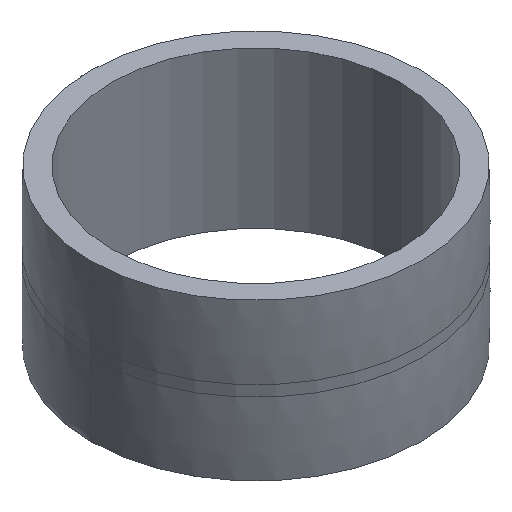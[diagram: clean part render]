
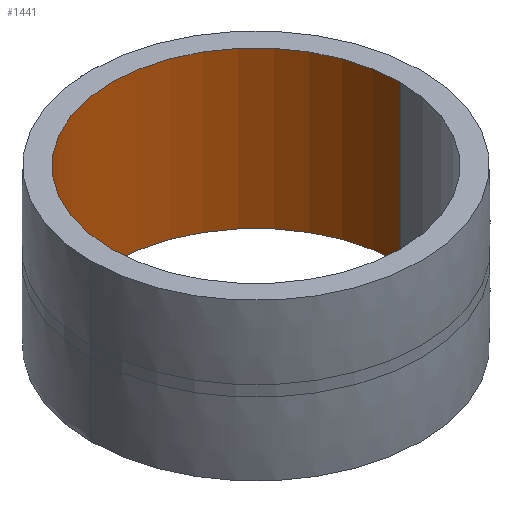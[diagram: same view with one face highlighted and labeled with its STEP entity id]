
A CAD part, isometric view. The second image highlights one B-rep face of the part: STEP entity #1441.
In plain terms, the highlighted cylindrical face has radius 600 mm (diameter 1200 mm), a partial arc.
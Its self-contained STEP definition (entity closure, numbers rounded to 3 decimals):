
#7 = CIRCLE ( 'NONE', #1538, 600. ) ;
#118 = EDGE_CURVE ( 'NONE', #218, #1217, #1336, .T. ) ;
#218 = VERTEX_POINT ( 'NONE', #1364 ) ;
#222 = VERTEX_POINT ( 'NONE', #1480 ) ;
#257 = EDGE_CURVE ( 'NONE', #222, #767, #7, .T. ) ;
#313 = CARTESIAN_POINT ( 'NONE',  ( -600., 0., -325. ) ) ;
#387 = DIRECTION ( 'NONE',  ( 1., 0., 0. ) ) ;
#404 = CARTESIAN_POINT ( 'NONE',  ( 600., 0., 0. ) ) ;
#429 = LINE ( 'NONE', #404, #1119 ) ;
#483 = DIRECTION ( 'NONE',  ( 0., 0., 1. ) ) ;
#492 = CARTESIAN_POINT ( 'NONE',  ( -600., 0., 0. ) ) ;
#654 = DIRECTION ( 'NONE',  ( 1., 0., 0. ) ) ;
#665 = DIRECTION ( 'NONE',  ( 0., 0., 1. ) ) ;
#727 = ORIENTED_EDGE ( 'NONE', *, *, #118, .T. ) ;
#728 = CARTESIAN_POINT ( 'NONE',  ( 0., 0., 0. ) ) ;
#767 = VERTEX_POINT ( 'NONE', #313 ) ;
#796 = CARTESIAN_POINT ( 'NONE',  ( 0., 0., 325. ) ) ;
#841 = EDGE_CURVE ( 'NONE', #767, #1217, #1230, .T. ) ;
#859 = CYLINDRICAL_SURFACE ( 'NONE', #1018, 600. ) ;
#887 = ORIENTED_EDGE ( 'NONE', *, *, #841, .F. ) ;
#900 = DIRECTION ( 'NONE',  ( 0., 0., 1. ) ) ;
#945 = ORIENTED_EDGE ( 'NONE', *, *, #257, .F. ) ;
#988 = FACE_OUTER_BOUND ( 'NONE', #1554, .T. ) ;
#1018 = AXIS2_PLACEMENT_3D ( 'NONE', #728, #1365, #387 ) ;
#1023 = CARTESIAN_POINT ( 'NONE',  ( 0., 0., -325. ) ) ;
#1093 = EDGE_CURVE ( 'NONE', #222, #218, #429, .T. ) ;
#1119 = VECTOR ( 'NONE', #1253, 1000. ) ;
#1205 = VECTOR ( 'NONE', #483, 1000. ) ;
#1217 = VERTEX_POINT ( 'NONE', #1325 ) ;
#1230 = LINE ( 'NONE', #492, #1205 ) ;
#1253 = DIRECTION ( 'NONE',  ( 0., 0., 1. ) ) ;
#1325 = CARTESIAN_POINT ( 'NONE',  ( -600., 0., 325. ) ) ;
#1336 = CIRCLE ( 'NONE', #1507, 600. ) ;
#1364 = CARTESIAN_POINT ( 'NONE',  ( 600., 0., 325. ) ) ;
#1365 = DIRECTION ( 'NONE',  ( 0., 0., 1. ) ) ;
#1441 = ADVANCED_FACE ( 'NONE', ( #988 ), #859, .F. ) ;
#1480 = CARTESIAN_POINT ( 'NONE',  ( 600., 0., -325. ) ) ;
#1502 = DIRECTION ( 'NONE',  ( 1., 0., 0. ) ) ;
#1507 = AXIS2_PLACEMENT_3D ( 'NONE', #796, #665, #654 ) ;
#1538 = AXIS2_PLACEMENT_3D ( 'NONE', #1023, #900, #1502 ) ;
#1554 = EDGE_LOOP ( 'NONE', ( #887, #945, #1566, #727 ) ) ;
#1566 = ORIENTED_EDGE ( 'NONE', *, *, #1093, .T. ) ;
